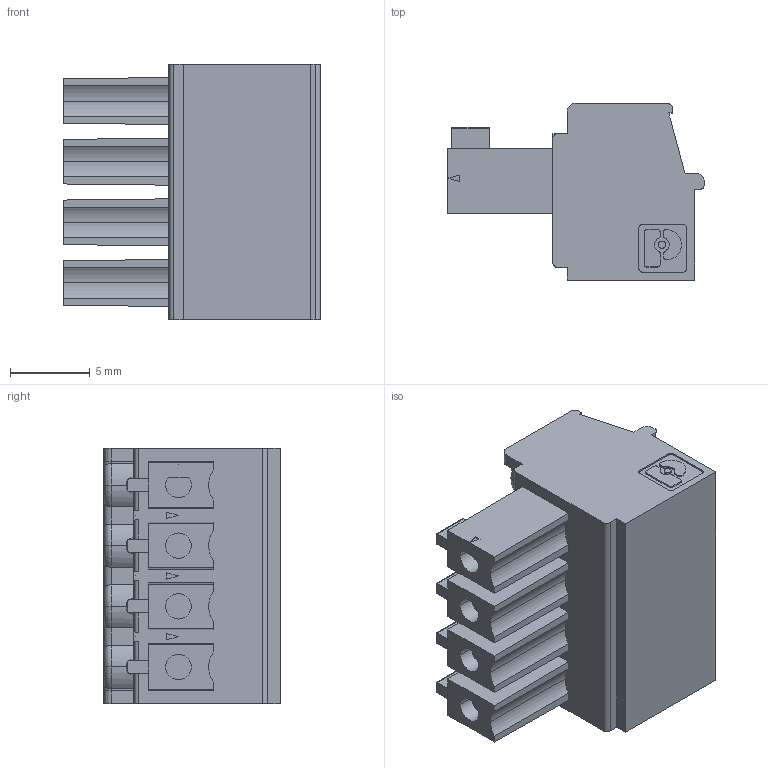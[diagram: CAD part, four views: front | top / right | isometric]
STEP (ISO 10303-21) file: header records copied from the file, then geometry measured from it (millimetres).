
FILE_DESCRIPTION(('SolidDesigner STEP Export'),'1');
FILE_NAME('mc_1.5-4-st-3.81.stp','2000-11-27T15:47:11',(''),(''), 'SolidDesigner STEP processor Version: 7.0(Mar 1999)for AP214(CD)(Solid Model)', 'CoCreate SolidDesigner: 08.01 19-Jun-2000(C) CoCreate Software GmbH','');
FILE_SCHEMA(('AUTOMOTIVE_DESIGN_CC2 {1 2 10303 214 -1 1 5 1}'));
Length unit declared in the file: millimetre
Products named in the file (2): mc_1.5-4-st-3.81
Assembly tree (1 placements, depth 2):
  mc_1.5-4-st-3.81
    mc_1.5-4-st-3.81
Bounding box: 16.1 x 11.1 x 16.03 mm (x, y, z)
Volume: 1611.3 mm3; surface area: 1484.3 mm2
Topology: 1 solids, 1 shells, 334 faces, 886 edges, 574 vertices
Faces by surface type: plane 176, cylinder 110, torus 24, cone 16, sphere 8
Entity records: 14330 total; most frequent: CARTESIAN_POINT 3632, ORIENTED_EDGE 1756, DIRECTION 1525, EDGE_CURVE 878, VERTEX_POINT 574, AXIS2_PLACEMENT_3D 509, VECTOR 507, LINE 507
